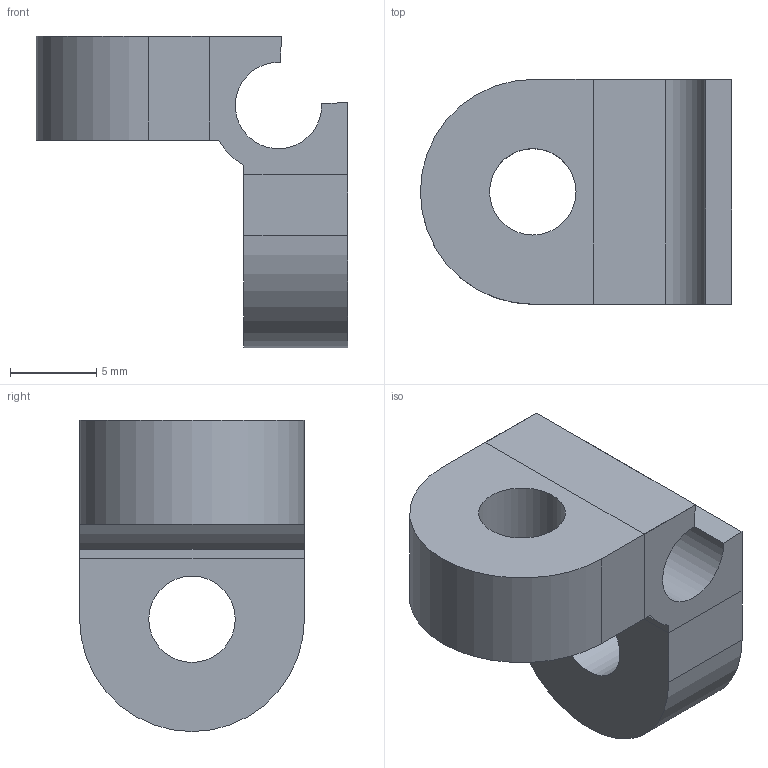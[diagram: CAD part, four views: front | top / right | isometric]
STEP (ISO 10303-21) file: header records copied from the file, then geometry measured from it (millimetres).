
FILE_DESCRIPTION(/* description */ (''),/* implementation_level */ '2;1');
FILE_NAME(/* name */ 'wall_holder_v1.step',/* time_stamp */ '2023-05-19T17:34:33+02:00',/* author */ (''),/* organization */ (''),/* preprocessor_version */ 'ST-DEVELOPER v19.2',/* originating_system */ 'Autodesk Translation Framework v12.4.0.73',/* authorisation */ '');
FILE_SCHEMA (('AUTOMOTIVE_DESIGN { 1 0 10303 214 3 1 1 }'));
Length unit declared in the file: millimetre
Products named in the file (1): wall_holder
Bounding box: 18 x 13 x 18 mm (x, y, z)
Volume: 1911.7 mm3; surface area: 1855.9 mm2
Topology: 2 solids, 2 shells, 26 faces, 66 edges, 44 vertices
Faces by surface type: plane 18, cylinder 8
Full cylindrical faces by diameter (mm): 5 x2
Entity records: 826 total; most frequent: CARTESIAN_POINT 137, DIRECTION 136, ORIENTED_EDGE 132, EDGE_CURVE 66, LINE 50, VECTOR 50, VERTEX_POINT 44, AXIS2_PLACEMENT_3D 43
